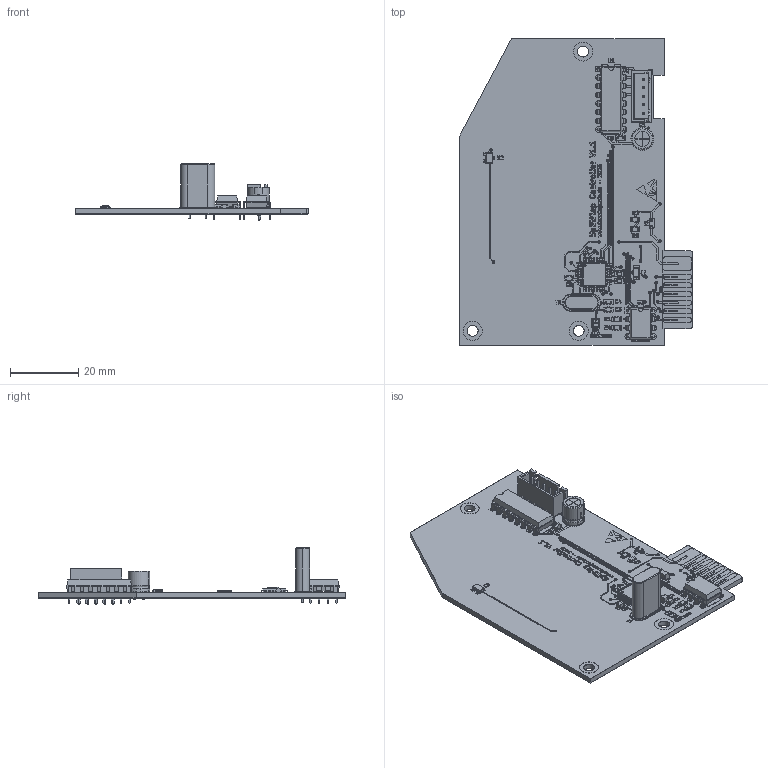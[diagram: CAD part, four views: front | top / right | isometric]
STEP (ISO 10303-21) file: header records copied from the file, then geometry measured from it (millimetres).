
FILE_DESCRIPTION(('KiCad electronic assembly'),'2;1');
FILE_NAME('ModuleController.step','2025-10-10T21:09:07',('Pcbnew'),( 'Kicad'),'Open CASCADE STEP processor 7.8','KiCad to STEP converter' ,'Unknown');
FILE_SCHEMA(('AUTOMOTIVE_DESIGN { 1 0 10303 214 1 1 1 1 }'));
Length unit declared in the file: millimetre
Products named in the file (18): ModuleController 1; C_1206_3216Metric; C_0805_2012Metric; R_0805_2012Metric; Crystal_HC49-U_Vertical; TQFP-32_7x7mm_P0.8mm; CP_Radial_D6.3mm_P2.50mm; DIP-16_W7.62mm; SOT-23W; DIP-8_W7.62mm; JST_XH_B5B-XH-A_1x05_P2.50mm_Vertical; Fuse_0805_2012Metric; ModuleController_copper; ModuleController_pad; ModuleController_via; ModuleController_silkscreen; ModuleController_soldermask; ModuleController_PCB
Assembly tree (25 placements, depth 2):
  ModuleController 1
    C_1206_3216Metric
    C_0805_2012Metric  x6
    R_0805_2012Metric  x4
    Crystal_HC49-U_Vertical
    TQFP-32_7x7mm_P0.8mm
    CP_Radial_D6.3mm_P2.50mm
    DIP-16_W7.62mm
    SOT-23W
    DIP-8_W7.62mm
    JST_XH_B5B-XH-A_1x05_P2.50mm_Vertical
    Fuse_0805_2012Metric
    ModuleController_copper
    ModuleController_pad
    ModuleController_via
    ModuleController_silkscreen
    ModuleController_soldermask
    ModuleController_PCB
Bounding box: 68.26 x 90 x 16.5 mm (x, y, z)
Volume: 9653.2 mm3; surface area: 26069.3 mm2
Topology: 359 solids, 500 shells, 4610 faces, 13538 edges, 9820 vertices
Faces by surface type: plane 3322, cylinder 1135, bspline 143, torus 6, revolution 4
Full cylindrical faces by diameter (mm): 0.4 x174, 0.5 x5, 0.75 x84, 0.8 x58, 0.9 x15, 0.95 x10, 1.5 x4, 1.6 x46, 3.15 x9, 3.2 x6, 5.6 x6
Entity records: 165220 total; most frequent: CARTESIAN_POINT 31639, DIRECTION 24293, ORIENTED_EDGE 23188, EDGE_CURVE 12974, LINE 9925, VECTOR 9925, VERTEX_POINT 9448, AXIS2_PLACEMENT_3D 7182
